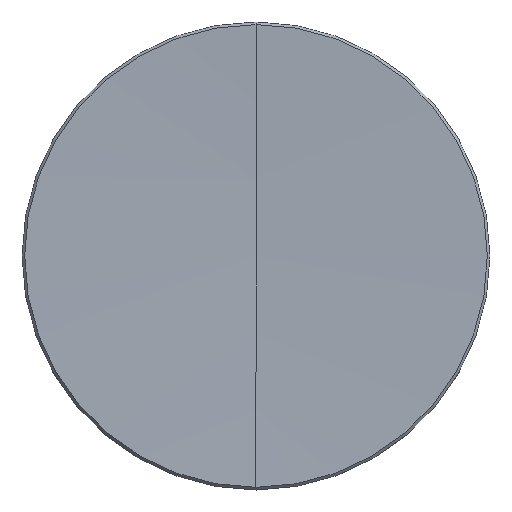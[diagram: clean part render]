
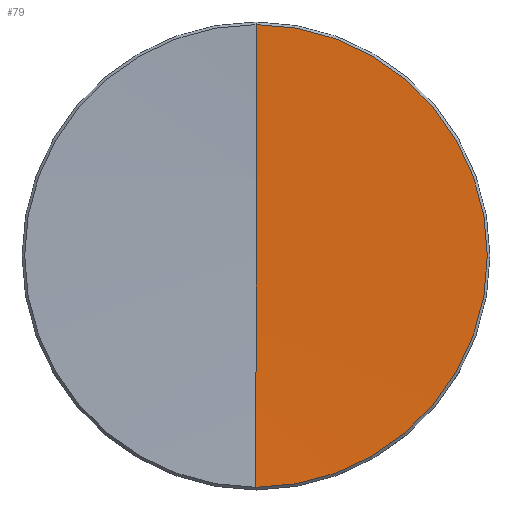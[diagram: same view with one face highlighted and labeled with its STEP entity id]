
A CAD part, top view. The second image highlights one B-rep face of the part: STEP entity #79.
In plain terms, the highlighted spherical face has radius 290.831 mm.
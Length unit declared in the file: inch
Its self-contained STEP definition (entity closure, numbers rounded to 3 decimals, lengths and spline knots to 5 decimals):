
#3 = AXIS2_PLACEMENT_3D ( 'NONE', #330, #116, #257 ) ;
#9 = CIRCLE ( 'NONE', #3, 11.45004 ) ;
#30 = DIRECTION ( 'NONE',  ( 0., -1., 0. ) ) ;
#32 = AXIS2_PLACEMENT_3D ( 'NONE', #305, #132, #320 ) ;
#54 = DIRECTION ( 'NONE',  ( 0., -1., 0. ) ) ;
#57 = VERTEX_POINT ( 'NONE', #263 ) ;
#60 = AXIS2_PLACEMENT_3D ( 'NONE', #242, #250, #30 ) ;
#64 = CARTESIAN_POINT ( 'NONE',  ( 0., 0., 0.07328 ) ) ;
#69 = ORIENTED_EDGE ( 'NONE', *, *, #226, .F. ) ;
#79 = ADVANCED_FACE ( 'NONE', ( #104 ), #134, .F. ) ;
#94 = EDGE_CURVE ( 'NONE', #189, #220, #286, .T. ) ;
#98 = ORIENTED_EDGE ( 'NONE', *, *, #254, .T. ) ;
#104 = FACE_OUTER_BOUND ( 'NONE', #171, .T. ) ;
#116 = DIRECTION ( 'NONE',  ( 1., 0., 0. ) ) ;
#124 = DIRECTION ( 'NONE',  ( -1., 0., 0. ) ) ;
#132 = DIRECTION ( 'NONE',  ( -1., 0., 0. ) ) ;
#134 = SPHERICAL_SURFACE ( 'NONE', #32, 11.45004 ) ;
#155 = AXIS2_PLACEMENT_3D ( 'NONE', #247, #124, #54 ) ;
#171 = EDGE_LOOP ( 'NONE', ( #69, #204, #98 ) ) ;
#189 = VERTEX_POINT ( 'NONE', #64 ) ;
#192 = CIRCLE ( 'NONE', #60, 0.49443 ) ;
#204 = ORIENTED_EDGE ( 'NONE', *, *, #94, .T. ) ;
#220 = VERTEX_POINT ( 'NONE', #287 ) ;
#226 = EDGE_CURVE ( 'NONE', #189, #57, #9, .T. ) ;
#242 = CARTESIAN_POINT ( 'NONE',  ( 0., 0., 0.08396 ) ) ;
#247 = CARTESIAN_POINT ( 'NONE',  ( 0., 0., 11.52332 ) ) ;
#250 = DIRECTION ( 'NONE',  ( 0., 0., 1. ) ) ;
#254 = EDGE_CURVE ( 'NONE', #220, #57, #192, .T. ) ;
#257 = DIRECTION ( 'NONE',  ( 0., 0., -1. ) ) ;
#263 = CARTESIAN_POINT ( 'NONE',  ( 0., 0.49443, 0.08396 ) ) ;
#286 = CIRCLE ( 'NONE', #155, 11.45004 ) ;
#287 = CARTESIAN_POINT ( 'NONE',  ( 0., -0.49443, 0.08396 ) ) ;
#305 = CARTESIAN_POINT ( 'NONE',  ( 0., 0., 11.52332 ) ) ;
#320 = DIRECTION ( 'NONE',  ( 0., 1., 0. ) ) ;
#330 = CARTESIAN_POINT ( 'NONE',  ( 0., 0., 11.52332 ) ) ;
